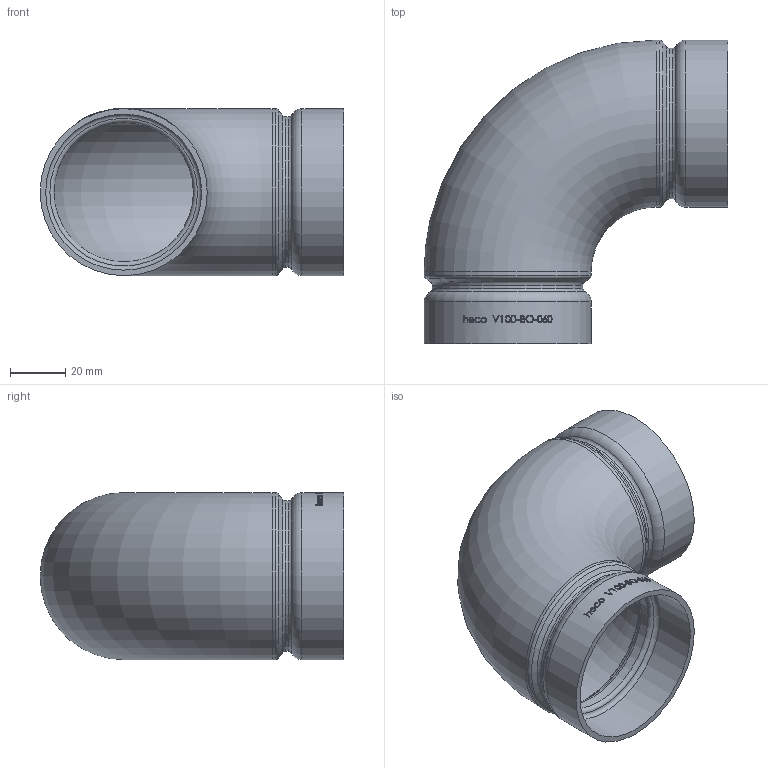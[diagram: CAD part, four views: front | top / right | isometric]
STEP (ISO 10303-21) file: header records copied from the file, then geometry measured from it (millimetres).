
FILE_DESCRIPTION (( 'STEP AP214' ), '1' );
FILE_NAME ('V100-BO-060-x Typ E490 DN50 200 Ø60,3 1812.STEP', '2018-12-12T14:02:51', ( '' ), ( '' ), 'SwSTEP 2.0', 'SolidWorks 2016', '' );
FILE_SCHEMA (( 'AUTOMOTIVE_DESIGN' ));
Length unit declared in the file: inch
Products named in the file (1): V100-BO-060-x Typ E490 DN50 200 Ø60,3 1812
Bounding box: 109.66 x 109.66 x 60.44 mm (x, y, z)
Volume: 51527.6 mm3; surface area: 52041 mm2
Topology: 1 solids, 1 shells, 204 faces, 512 edges, 335 vertices
Faces by surface type: bspline 108, cylinder 37, plane 37, torus 18, cone 4
Full cylindrical faces by diameter (mm): 50.333 x2, 54.331 x2, 56.327 x4, 60.325 x4
Entity records: 22209 total; most frequent: CARTESIAN_POINT 16362, ORIENTED_EDGE 930, EDGE_CURVE 465, DIRECTION 402, B_SPLINE_CURVE_WITH_KNOTS 335, VERTEX_POINT 322, EDGE_LOOP 265, FACE_OUTER_BOUND 234
